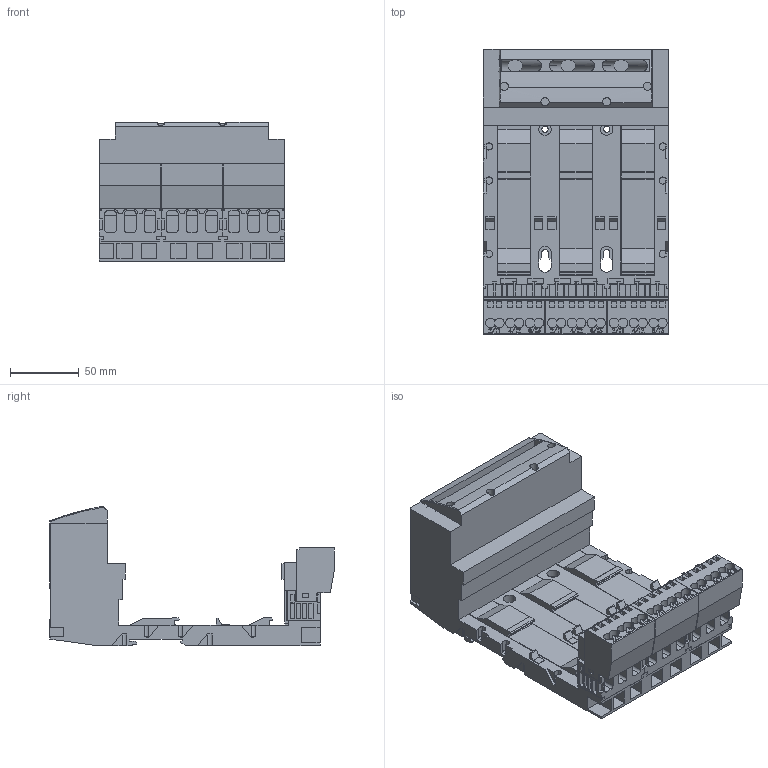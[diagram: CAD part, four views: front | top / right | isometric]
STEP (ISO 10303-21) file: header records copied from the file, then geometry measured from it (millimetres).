
FILE_DESCRIPTION(('STEP AP214'),'1');
FILE_NAME('cctmp_14758B5A-1F46-406C-B3F6-4CA2AC67608A_2023_07_18_13_14_29_0542..stp','2023-07-18T11:14:32',('SIEMENS A&D'),('CADClick - www.CADClick.com'),'Spatial InterOp 3D postprocessed',' ','unknown authorization');
FILE_SCHEMA(('AUTOMOTIVE_DESIGN'));
Length unit declared in the file: millimetre
Products named in the file (11): cc_unnamed; 2023_07_18_13_14_29_0433; 2023_07_18_13_14_29_0402; 2023_07_18_13_14_29_0370; 2023_07_18_13_14_29_0339; 2023_07_18_13_14_29_0322; 2023_07_18_13_14_29_0291; 2023_07_18_13_14_29_0260; 2023_07_18_13_14_29_0229; 2023_07_18_13_14_29_0197; 2023_07_18_13_14_29_0166
Assembly tree (10 placements, depth 2):
  cc_unnamed
    2023_07_18_13_14_29_0433
    2023_07_18_13_14_29_0402
    2023_07_18_13_14_29_0370
    2023_07_18_13_14_29_0339
    2023_07_18_13_14_29_0322
    2023_07_18_13_14_29_0291
    2023_07_18_13_14_29_0260
    2023_07_18_13_14_29_0229
    2023_07_18_13_14_29_0197
    2023_07_18_13_14_29_0166
Bounding box: 135.2 x 207.95 x 101.58 mm (x, y, z)
Volume: 820560.5 mm3; surface area: 262001.5 mm2
Topology: 10 solids, 10 shells, 2169 faces, 6121 edges, 4076 vertices
Faces by surface type: plane 1982, cylinder 185, torus 2
Entity records: 117132 total; most frequent: CARTESIAN_POINT 12711, STYLED_ITEM 12376, PRESENTATION_STYLE_ASSIGNMENT 12376, ORIENTED_EDGE 12254, DIRECTION 10871, EDGE_CURVE 6121, CURVE_STYLE 6121, DRAUGHTING_PRE_DEFINED_CURVE_FONT 6121
